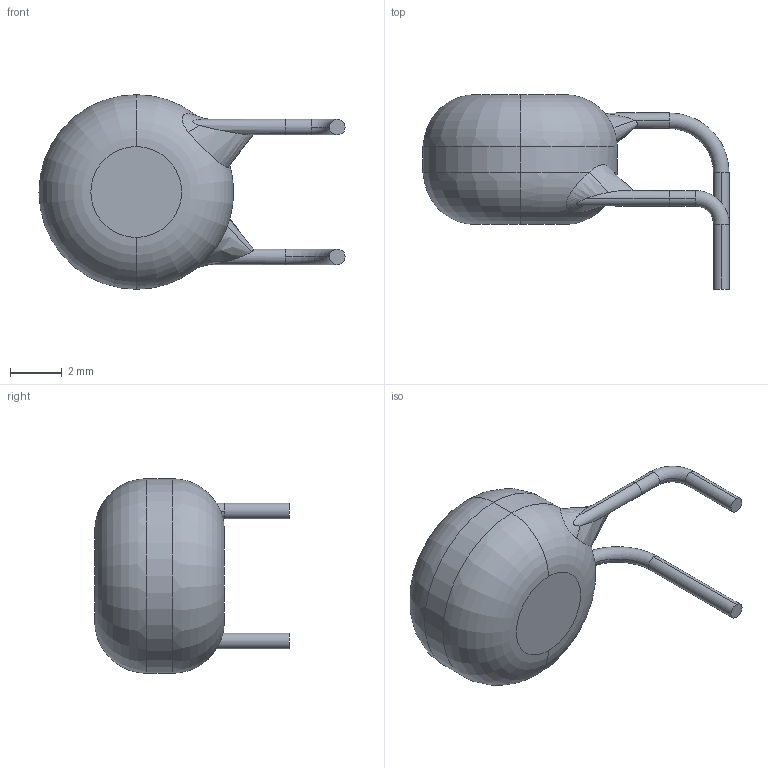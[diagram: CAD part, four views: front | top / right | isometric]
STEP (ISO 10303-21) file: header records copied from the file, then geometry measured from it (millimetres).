
FILE_DESCRIPTION (( 'STEP AP214' ), '1' );
FILE_NAME ('TDK-CK45-D7500-T5000-L-H0.STEP', '2023-10-09T13:12:17', ( '' ), ( '' ), 'SwSTEP 2.0', 'SolidWorks 2023', '' );
FILE_SCHEMA (( 'AUTOMOTIVE_DESIGN' ));
Length unit declared in the file: millimetre
Products named in the file (1): TDK-CK45-D7500-T5000-L-H0
Bounding box: 11.8 x 7.5 x 7.5 mm (x, y, z)
Volume: 193.5 mm3; surface area: 199.7 mm2
Topology: 1 solids, 1 shells, 31 faces, 77 edges, 48 vertices
Faces by surface type: cylinder 12, torus 8, bspline 7, plane 4
Entity records: 2923 total; most frequent: CARTESIAN_POINT 1856, ORIENTED_EDGE 154, DIRECTION 142, EDGE_CURVE 77, AXIS2_PLACEMENT_3D 65, VERTEX_POINT 48, CIRCLE 40, UNCERTAINTY_MEASURE_WITH_UNIT 33
